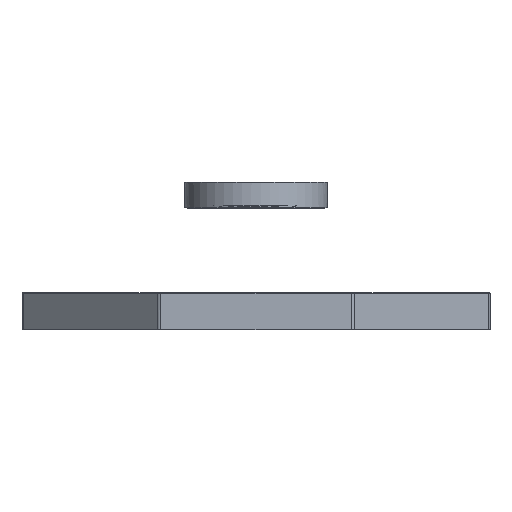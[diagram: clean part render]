
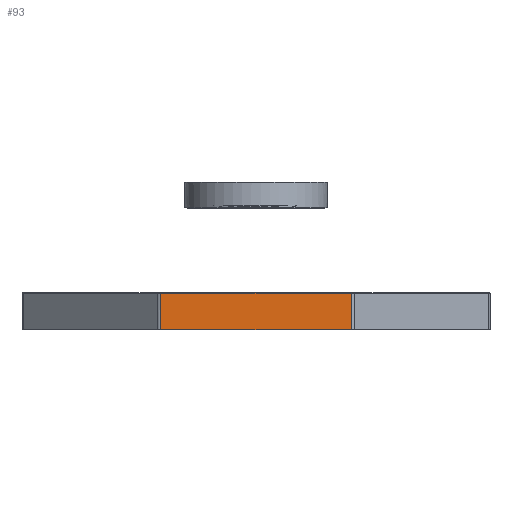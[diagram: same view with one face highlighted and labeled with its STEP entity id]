
A CAD part, front view. The second image highlights one B-rep face of the part: STEP entity #93.
In plain terms, the highlighted planar face has unit normal (0, -1, 0).
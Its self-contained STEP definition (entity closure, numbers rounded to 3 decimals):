
#93=ADVANCED_FACE('',(#245),#2106,.T.);
#245=FACE_OUTER_BOUND('',#391,.T.);
#391=EDGE_LOOP('',(#699,#700,#701,#702));
#699=ORIENTED_EDGE('',*,*,#1259,.T.);
#700=ORIENTED_EDGE('',*,*,#1258,.T.);
#701=ORIENTED_EDGE('',*,*,#1222,.F.);
#702=ORIENTED_EDGE('',*,*,#1232,.T.);
#1222=EDGE_CURVE('',#1867,#1868,#1534,.T.);
#1232=EDGE_CURVE('',#1867,#1901,#1544,.T.);
#1258=EDGE_CURVE('',#1915,#1868,#1570,.T.);
#1259=EDGE_CURVE('',#1901,#1915,#1571,.T.);
#1534=B_SPLINE_CURVE_WITH_KNOTS('',1,(#3516,#3517),.UNSPECIFIED.,.F.,.F.,
(2,2),(-83.423,-0.828),.UNSPECIFIED.);
#1544=B_SPLINE_CURVE_WITH_KNOTS('',1,(#3560,#3561),.UNSPECIFIED.,.F.,.F.,
(2,2),(0.,15.8),.UNSPECIFIED.);
#1570=B_SPLINE_CURVE_WITH_KNOTS('',1,(#3612,#3613),.UNSPECIFIED.,.F.,.F.,
(2,2),(-15.8,0.),.UNSPECIFIED.);
#1571=B_SPLINE_CURVE_WITH_KNOTS('',1,(#3614,#3615),.UNSPECIFIED.,.F.,.F.,
(2,2),(0.,82.594),.UNSPECIFIED.);
#1867=VERTEX_POINT('',#3195);
#1868=VERTEX_POINT('',#3196);
#1901=VERTEX_POINT('',#3229);
#1915=VERTEX_POINT('',#3243);
#2106=PLANE('',#2185);
#2185=AXIS2_PLACEMENT_3D('',#2780,#2248,$);
#2248=DIRECTION('',(0.,-1.,0.));
#2780=CARTESIAN_POINT('',(41.297,-101.7,0.));
#3195=CARTESIAN_POINT('',(41.297,-101.7,0.));
#3196=CARTESIAN_POINT('',(-41.297,-101.7,0.));
#3229=CARTESIAN_POINT('',(41.297,-101.7,15.8));
#3243=CARTESIAN_POINT('',(-41.297,-101.7,15.8));
#3516=CARTESIAN_POINT('',(41.297,-101.7,0.));
#3517=CARTESIAN_POINT('',(-41.297,-101.7,0.));
#3560=CARTESIAN_POINT('',(41.297,-101.7,0.));
#3561=CARTESIAN_POINT('',(41.297,-101.7,15.8));
#3612=CARTESIAN_POINT('',(-41.297,-101.7,15.8));
#3613=CARTESIAN_POINT('',(-41.297,-101.7,0.));
#3614=CARTESIAN_POINT('',(41.297,-101.7,15.8));
#3615=CARTESIAN_POINT('',(-41.297,-101.7,15.8));
